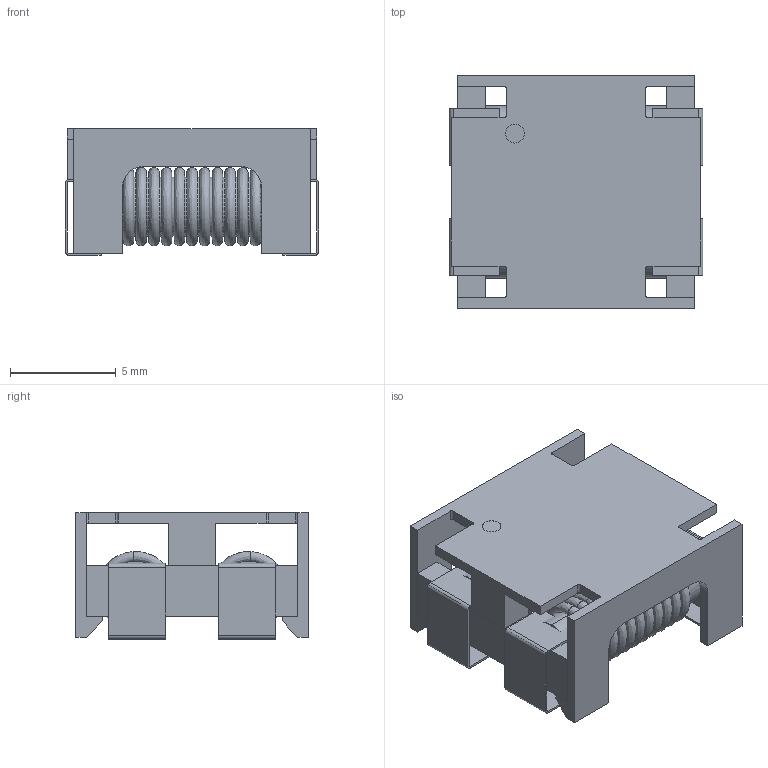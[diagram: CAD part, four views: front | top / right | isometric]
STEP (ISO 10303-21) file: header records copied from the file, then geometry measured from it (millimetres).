
FILE_DESCRIPTION (( 'STEP AP214' ), '1' );
FILE_NAME ('ACM12V-2PL.STEP', '2024-02-27T09:35:11', ( '' ), ( '' ), 'SwSTEP 2.0', 'SolidWorks 2022', '' );
FILE_SCHEMA (( 'AUTOMOTIVE_DESIGN' ));
Length unit declared in the file: millimetre
Products named in the file (3): FILTER-SMD_4P-L12.0-W11.0-TL^L1_3D_PCB1_2024-02-27(2)_3D_PCB1_2024-02-27; ACM12V-2PL; COMPOUND^FILTER-SMD_4P-L12.0-W11.0-TL_L1_3D_PCB1_2024-02-27(2)_3D_PCB1_2024-02-27
Assembly tree (2 placements, depth 3):
  ACM12V-2PL
    FILTER-SMD_4P-L12.0-W11.0-TL^L1_3D_PCB1_2024-02-27(2)_3D_PCB1_2024-02-27
      COMPOUND^FILTER-SMD_4P-L12.0-W11.0-TL_L1_3D_PCB1_2024-02-27(2)_3D_PCB1_2024-02-27
Bounding box: 12 x 11.01 x 6 mm (x, y, z)
Volume: 321.9 mm3; surface area: 1165.7 mm2
Topology: 7 solids, 7 shells, 540 faces, 1485 edges, 986 vertices
Faces by surface type: plane 302, bspline 156, cylinder 82
Entity records: 19635 total; most frequent: CARTESIAN_POINT 6573, ORIENTED_EDGE 2970, DIRECTION 2253, EDGE_CURVE 1485, VERTEX_POINT 986, VECTOR 953, LINE 953, AXIS2_PLACEMENT_3D 650
